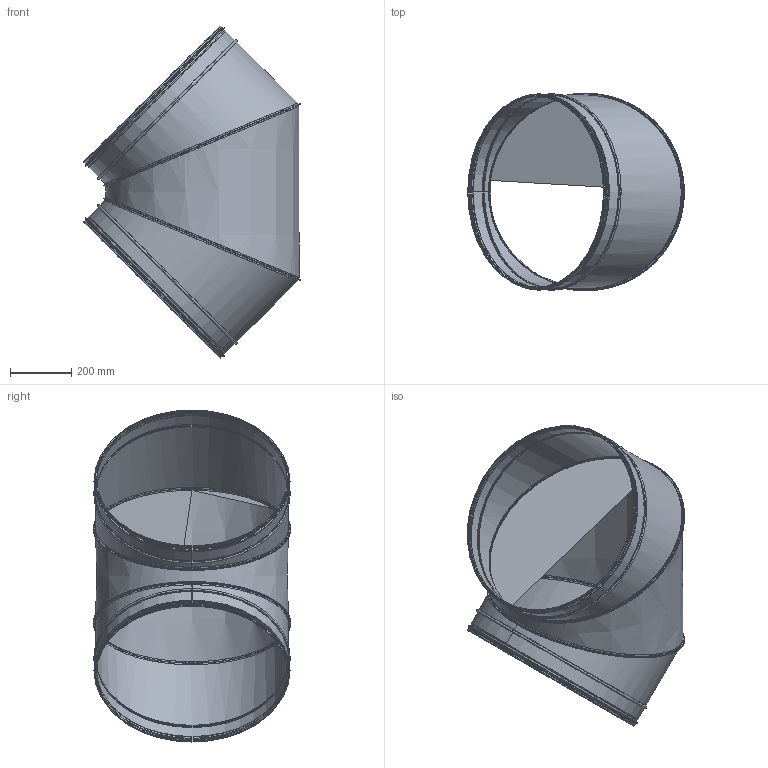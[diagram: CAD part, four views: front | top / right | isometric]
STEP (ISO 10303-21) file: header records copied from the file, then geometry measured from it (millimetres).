
FILE_DESCRIPTION((''),'2;1');
FILE_NAME('HIBK_630.stp','2014-02-19T15:26:56',(''),(''),'Autodesk Inventor 2013','Autodesk Inventor 2013','');
FILE_SCHEMA(('AUTOMOTIVE_DESIGN { 1 2 10303 214 0 1 1 1 }'));
Length unit declared in the file: millimetre
Products named in the file (5): HIBK_630; HIBKRörämne-630; HIBKSegmentMitten-630; HIBKSegmentÄnde-630; 999011
Assembly tree (6 placements, depth 3):
  HIBK_630
    HIBKRörämne-630
      HIBKSegmentMitten-630
      HIBKSegmentÄnde-630  x2
    999011  x2
Bounding box: 705.74 x 643.27 x 1081.76 mm (x, y, z)
Volume: 20374125.7 mm3; surface area: 4210913 mm2
Topology: 5 solids, 5 shells, 202 faces, 414 edges, 230 vertices
Faces by surface type: plane 96, torus 40, cylinder 28, cone 22, bspline 16
Full cylindrical faces by diameter (mm): 622.9 x2, 623.9 x2, 625.1 x2, 627.7 x12, 628.7 x6, 634.1 x2, 639.1 x2
Entity records: 4467 total; most frequent: CARTESIAN_POINT 1967, DIRECTION 506, ORIENTED_EDGE 416, AXIS2_PLACEMENT_3D 211, EDGE_CURVE 208, EDGE_LOOP 134, VERTEX_POINT 126, STYLED_ITEM 112
